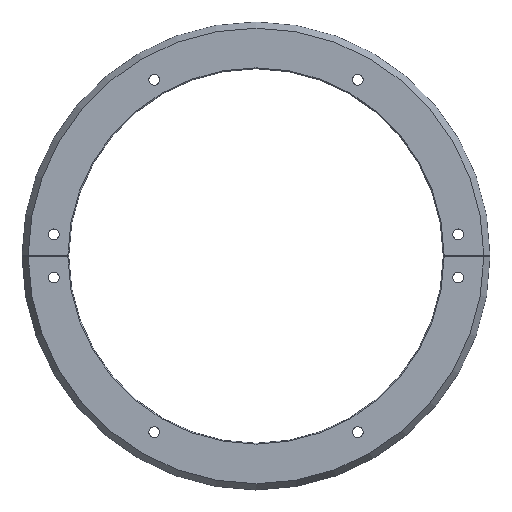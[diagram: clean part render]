
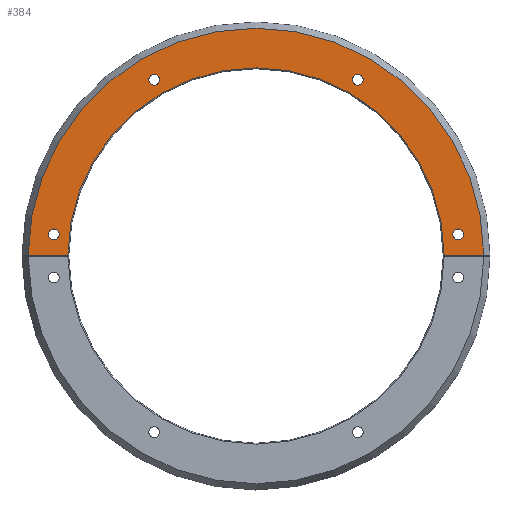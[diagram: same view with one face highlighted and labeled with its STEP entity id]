
A CAD part, top view. The second image highlights one B-rep face of the part: STEP entity #384.
In plain terms, the highlighted planar face has unit normal (0, 0, 1).
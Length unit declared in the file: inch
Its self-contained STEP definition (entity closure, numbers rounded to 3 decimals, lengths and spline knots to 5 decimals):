
#10 = CARTESIAN_POINT ( 'NONE',  ( 6.83506, 0.75, 0. ) ) ;
#13 = DIRECTION ( 'NONE',  ( 0., 0., -1. ) ) ;
#30 = CARTESIAN_POINT ( 'NONE',  ( 3.53125, 6.1163, 0. ) ) ;
#43 = FACE_BOUND ( 'NONE', #1288, .T. ) ;
#44 = VERTEX_POINT ( 'NONE', #668 ) ;
#61 = EDGE_CURVE ( 'NONE', #1264, #1009, #83, .T. ) ;
#64 = ORIENTED_EDGE ( 'NONE', *, *, #1500, .F. ) ;
#69 = DIRECTION ( 'NONE',  ( 1., 0., 0. ) ) ;
#83 = CIRCLE ( 'NONE', #1432, 0.1875 ) ;
#86 = DIRECTION ( 'NONE',  ( 0., 0., 1. ) ) ;
#106 = CIRCLE ( 'NONE', #1208, 0.1875 ) ;
#121 = CIRCLE ( 'NONE', #522, 0.1875 ) ;
#145 = EDGE_CURVE ( 'NONE', #44, #246, #732, .T. ) ;
#167 = DIRECTION ( 'NONE',  ( 1., 0., 0. ) ) ;
#169 = ORIENTED_EDGE ( 'NONE', *, *, #1034, .T. ) ;
#171 = VERTEX_POINT ( 'NONE', #363 ) ;
#186 = CIRCLE ( 'NONE', #1295, 0.1875 ) ;
#246 = VERTEX_POINT ( 'NONE', #10 ) ;
#261 = AXIS2_PLACEMENT_3D ( 'NONE', #429, #1373, #309 ) ;
#274 = ORIENTED_EDGE ( 'NONE', *, *, #145, .T. ) ;
#305 = DIRECTION ( 'NONE',  ( 1., 0., 0. ) ) ;
#309 = DIRECTION ( 'NONE',  ( -1., 0., 0. ) ) ;
#312 = EDGE_CURVE ( 'NONE', #587, #934, #1387, .T. ) ;
#346 = AXIS2_PLACEMENT_3D ( 'NONE', #1431, #837, #816 ) ;
#363 = CARTESIAN_POINT ( 'NONE',  ( -3.71875, 6.1163, 0. ) ) ;
#383 = EDGE_LOOP ( 'NONE', ( #1372, #875 ) ) ;
#384 = ADVANCED_FACE ( 'NONE', ( #511, #988, #43, #1457, #1006 ), #1099, .T. ) ;
#394 = ORIENTED_EDGE ( 'NONE', *, *, #887, .T. ) ;
#429 = CARTESIAN_POINT ( 'NONE',  ( 7.02256, 0.75, 0. ) ) ;
#436 = DIRECTION ( 'NONE',  ( -1., 0., 0. ) ) ;
#455 = CARTESIAN_POINT ( 'NONE',  ( -8.125, 0.03125, 0. ) ) ;
#463 = CARTESIAN_POINT ( 'NONE',  ( 7.90843, 0.03125, 0. ) ) ;
#474 = DIRECTION ( 'NONE',  ( 1., 0., 0. ) ) ;
#476 = EDGE_CURVE ( 'NONE', #793, #1353, #106, .T. ) ;
#483 = AXIS2_PLACEMENT_3D ( 'NONE', #1059, #1171, #796 ) ;
#511 = FACE_BOUND ( 'NONE', #383, .T. ) ;
#522 = AXIS2_PLACEMENT_3D ( 'NONE', #1163, #1067, #578 ) ;
#542 = CARTESIAN_POINT ( 'NONE',  ( -7.02256, 0.75, 0. ) ) ;
#578 = DIRECTION ( 'NONE',  ( 1., 0., 0. ) ) ;
#587 = VERTEX_POINT ( 'NONE', #923 ) ;
#609 = CIRCLE ( 'NONE', #346, 0.1875 ) ;
#612 = CARTESIAN_POINT ( 'NONE',  ( -7.02256, 0.75, 0. ) ) ;
#636 = EDGE_LOOP ( 'NONE', ( #1366, #968, #169, #394 ) ) ;
#668 = CARTESIAN_POINT ( 'NONE',  ( 7.21006, 0.75, 0. ) ) ;
#678 = DIRECTION ( 'NONE',  ( 1., 0., 0. ) ) ;
#679 = CIRCLE ( 'NONE', #1454, 7.90849 ) ;
#705 = AXIS2_PLACEMENT_3D ( 'NONE', #825, #1551, #474 ) ;
#732 = CIRCLE ( 'NONE', #261, 0.1875 ) ;
#748 = CARTESIAN_POINT ( 'NONE',  ( 0., 6.5005, 0. ) ) ;
#781 = VECTOR ( 'NONE', #69, 39.37008 ) ;
#792 = DIRECTION ( 'NONE',  ( 1., 0., 0. ) ) ;
#793 = VERTEX_POINT ( 'NONE', #1327 ) ;
#796 = DIRECTION ( 'NONE',  ( 1., 0., 0. ) ) ;
#806 = LINE ( 'NONE', #455, #1384 ) ;
#807 = EDGE_CURVE ( 'NONE', #1009, #1264, #1289, .T. ) ;
#816 = DIRECTION ( 'NONE',  ( 1., 0., 0. ) ) ;
#825 = CARTESIAN_POINT ( 'NONE',  ( 0., 0., 0. ) ) ;
#837 = DIRECTION ( 'NONE',  ( 0., 0., 1. ) ) ;
#871 = ORIENTED_EDGE ( 'NONE', *, *, #476, .F. ) ;
#875 = ORIENTED_EDGE ( 'NONE', *, *, #61, .T. ) ;
#887 = EDGE_CURVE ( 'NONE', #1529, #1406, #679, .T. ) ;
#891 = ORIENTED_EDGE ( 'NONE', *, *, #1433, .F. ) ;
#919 = ORIENTED_EDGE ( 'NONE', *, *, #1091, .F. ) ;
#923 = CARTESIAN_POINT ( 'NONE',  ( -6.53168, 0.03125, 0. ) ) ;
#929 = EDGE_CURVE ( 'NONE', #1406, #587, #1499, .T. ) ;
#934 = VERTEX_POINT ( 'NONE', #1279 ) ;
#956 = CARTESIAN_POINT ( 'NONE',  ( -3.34375, 6.1163, 0. ) ) ;
#968 = ORIENTED_EDGE ( 'NONE', *, *, #312, .T. ) ;
#988 = FACE_OUTER_BOUND ( 'NONE', #636, .T. ) ;
#998 = DIRECTION ( 'NONE',  ( 0., 0., 1. ) ) ;
#1006 = FACE_BOUND ( 'NONE', #1247, .T. ) ;
#1007 = AXIS2_PLACEMENT_3D ( 'NONE', #612, #1455, #1093 ) ;
#1009 = VERTEX_POINT ( 'NONE', #1418 ) ;
#1012 = CARTESIAN_POINT ( 'NONE',  ( 3.34375, 6.1163, 0. ) ) ;
#1015 = AXIS2_PLACEMENT_3D ( 'NONE', #748, #998, #167 ) ;
#1020 = CARTESIAN_POINT ( 'NONE',  ( -6.83506, 0.75, 0. ) ) ;
#1022 = CARTESIAN_POINT ( 'NONE',  ( 0., 0., 0. ) ) ;
#1029 = CARTESIAN_POINT ( 'NONE',  ( -8.125, 0.03125, 0. ) ) ;
#1034 = EDGE_CURVE ( 'NONE', #934, #1529, #806, .T. ) ;
#1039 = VERTEX_POINT ( 'NONE', #956 ) ;
#1059 = CARTESIAN_POINT ( 'NONE',  ( -3.53125, 6.1163, 0. ) ) ;
#1067 = DIRECTION ( 'NONE',  ( 0., 0., 1. ) ) ;
#1091 = EDGE_CURVE ( 'NONE', #1353, #793, #609, .T. ) ;
#1093 = DIRECTION ( 'NONE',  ( -1., 0., 0. ) ) ;
#1099 = PLANE ( 'NONE',  #1015 ) ;
#1103 = DIRECTION ( 'NONE',  ( -1., 0., 0. ) ) ;
#1155 = EDGE_CURVE ( 'NONE', #246, #44, #186, .T. ) ;
#1163 = CARTESIAN_POINT ( 'NONE',  ( -3.53125, 6.1163, 0. ) ) ;
#1169 = EDGE_LOOP ( 'NONE', ( #64, #891 ) ) ;
#1171 = DIRECTION ( 'NONE',  ( 0., 0., 1. ) ) ;
#1208 = AXIS2_PLACEMENT_3D ( 'NONE', #30, #86, #792 ) ;
#1215 = CARTESIAN_POINT ( 'NONE',  ( 7.02256, 0.75, 0. ) ) ;
#1247 = EDGE_LOOP ( 'NONE', ( #1408, #274 ) ) ;
#1264 = VERTEX_POINT ( 'NONE', #1020 ) ;
#1279 = CARTESIAN_POINT ( 'NONE',  ( 6.53168, 0.03125, 0. ) ) ;
#1288 = EDGE_LOOP ( 'NONE', ( #871, #919 ) ) ;
#1289 = CIRCLE ( 'NONE', #1007, 0.1875 ) ;
#1295 = AXIS2_PLACEMENT_3D ( 'NONE', #1215, #13, #1103 ) ;
#1327 = CARTESIAN_POINT ( 'NONE',  ( 3.71875, 6.1163, 0. ) ) ;
#1335 = CIRCLE ( 'NONE', #483, 0.1875 ) ;
#1353 = VERTEX_POINT ( 'NONE', #1012 ) ;
#1366 = ORIENTED_EDGE ( 'NONE', *, *, #929, .T. ) ;
#1372 = ORIENTED_EDGE ( 'NONE', *, *, #807, .T. ) ;
#1373 = DIRECTION ( 'NONE',  ( 0., 0., -1. ) ) ;
#1384 = VECTOR ( 'NONE', #678, 39.37008 ) ;
#1387 = CIRCLE ( 'NONE', #705, 6.53175 ) ;
#1406 = VERTEX_POINT ( 'NONE', #1409 ) ;
#1408 = ORIENTED_EDGE ( 'NONE', *, *, #1155, .T. ) ;
#1409 = CARTESIAN_POINT ( 'NONE',  ( -7.90843, 0.03125, 0. ) ) ;
#1418 = CARTESIAN_POINT ( 'NONE',  ( -7.21006, 0.75, 0. ) ) ;
#1431 = CARTESIAN_POINT ( 'NONE',  ( 3.53125, 6.1163, 0. ) ) ;
#1432 = AXIS2_PLACEMENT_3D ( 'NONE', #542, #1494, #436 ) ;
#1433 = EDGE_CURVE ( 'NONE', #171, #1039, #121, .T. ) ;
#1454 = AXIS2_PLACEMENT_3D ( 'NONE', #1022, #1482, #305 ) ;
#1455 = DIRECTION ( 'NONE',  ( 0., 0., -1. ) ) ;
#1457 = FACE_BOUND ( 'NONE', #1169, .T. ) ;
#1482 = DIRECTION ( 'NONE',  ( 0., 0., 1. ) ) ;
#1494 = DIRECTION ( 'NONE',  ( 0., 0., -1. ) ) ;
#1499 = LINE ( 'NONE', #1029, #781 ) ;
#1500 = EDGE_CURVE ( 'NONE', #1039, #171, #1335, .T. ) ;
#1529 = VERTEX_POINT ( 'NONE', #463 ) ;
#1551 = DIRECTION ( 'NONE',  ( 0., 0., -1. ) ) ;
